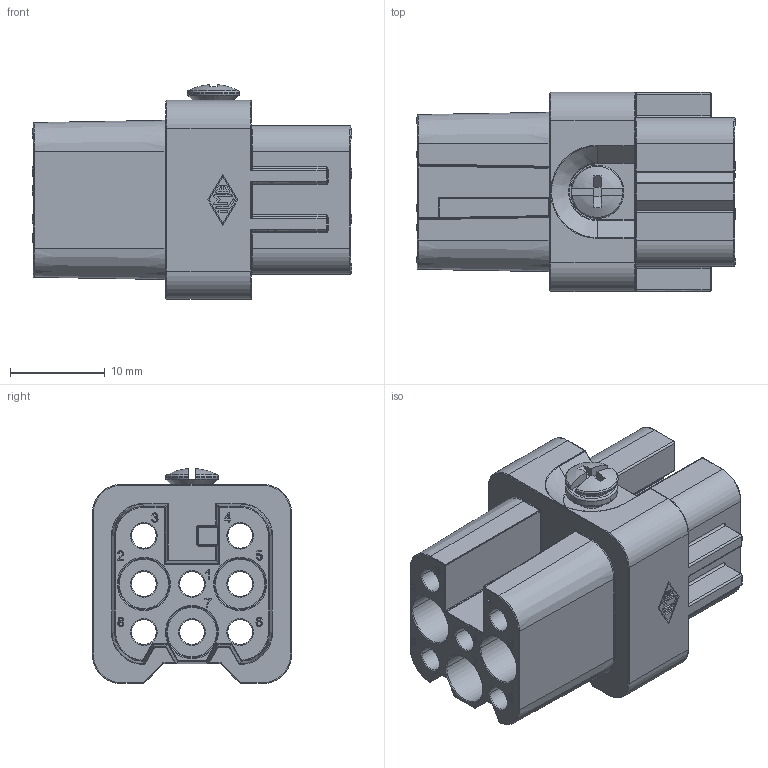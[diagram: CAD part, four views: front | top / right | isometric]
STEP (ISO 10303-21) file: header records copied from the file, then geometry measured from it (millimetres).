
FILE_DESCRIPTION((''),'2;1');
FILE_NAME('CDF 08.stp','2006-12-11T14:13:45',('gembarski'),(''),'Autodesk Inventor 7','Autodesk Inventor 7','');
FILE_SCHEMA(('AUTOMOTIVE_DESIGN { 1 0 10303 214 1 1 1 1 }'));
Length unit declared in the file: millimetre
Products named in the file (1): CDF 08
Bounding box: 33.7 x 21 x 22.67 mm (x, y, z)
Volume: 6738.4 mm3; surface area: 6452.2 mm2
Topology: 2 solids, 2 shells, 968 faces, 2525 edges, 1560 vertices
Faces by surface type: cylinder 378, bspline 247, plane 221, torus 91, sphere 22, cone 9
Entity records: 35057 total; most frequent: CARTESIAN_POINT 12114, ORIENTED_EDGE 4966, DIRECTION 4647, EDGE_CURVE 2483, AXIS2_PLACEMENT_3D 1796, VERTEX_POINT 1560, VECTOR 1055, LINE 1055
